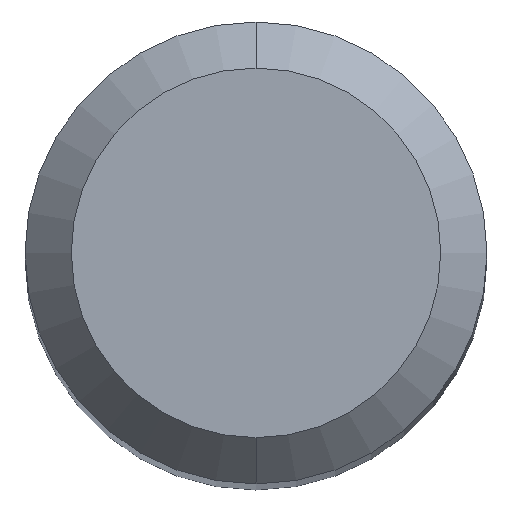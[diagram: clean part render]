
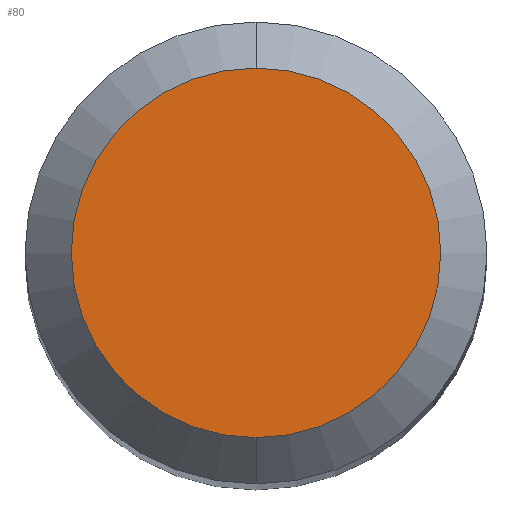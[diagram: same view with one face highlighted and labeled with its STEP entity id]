
A CAD part, top view. The second image highlights one B-rep face of the part: STEP entity #80.
In plain terms, the highlighted planar face has unit normal (0, 0, 1).
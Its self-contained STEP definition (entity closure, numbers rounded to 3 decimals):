
#15 = VERTEX_POINT ( 'NONE', #17 ) ;
#17 = CARTESIAN_POINT ( 'NONE',  ( 0., 3.2, 63. ) ) ;
#22 = CARTESIAN_POINT ( 'NONE',  ( 0., 0., 63. ) ) ;
#43 = DIRECTION ( 'NONE',  ( 0., 1., 0. ) ) ;
#44 = CARTESIAN_POINT ( 'NONE',  ( 0., 0., 63. ) ) ;
#59 = ORIENTED_EDGE ( 'NONE', *, *, #137, .F. ) ;
#80 = ADVANCED_FACE ( 'NONE', ( #233 ), #241, .F. ) ;
#87 = DIRECTION ( 'NONE',  ( 0., 0., -1. ) ) ;
#89 = DIRECTION ( 'NONE',  ( 0., 0., -1. ) ) ;
#100 = CIRCLE ( 'NONE', #223, 3.2 ) ;
#113 = DIRECTION ( 'NONE',  ( 0., 1., 0. ) ) ;
#133 = DIRECTION ( 'NONE',  ( 0., 1., 0. ) ) ;
#137 = EDGE_CURVE ( 'NONE', #15, #151, #228, .T. ) ;
#147 = AXIS2_PLACEMENT_3D ( 'NONE', #44, #202, #133 ) ;
#150 = EDGE_LOOP ( 'NONE', ( #59, #166 ) ) ;
#151 = VERTEX_POINT ( 'NONE', #220 ) ;
#161 = EDGE_CURVE ( 'NONE', #151, #15, #100, .T. ) ;
#166 = ORIENTED_EDGE ( 'NONE', *, *, #161, .F. ) ;
#177 = CARTESIAN_POINT ( 'NONE',  ( 0., 0., 63. ) ) ;
#202 = DIRECTION ( 'NONE',  ( 0., 0., -1. ) ) ;
#220 = CARTESIAN_POINT ( 'NONE',  ( 0., -3.2, 63. ) ) ;
#223 = AXIS2_PLACEMENT_3D ( 'NONE', #22, #89, #43 ) ;
#228 = CIRCLE ( 'NONE', #147, 3.2 ) ;
#233 = FACE_OUTER_BOUND ( 'NONE', #150, .T. ) ;
#241 = PLANE ( 'NONE',  #269 ) ;
#269 = AXIS2_PLACEMENT_3D ( 'NONE', #177, #87, #113 ) ;
